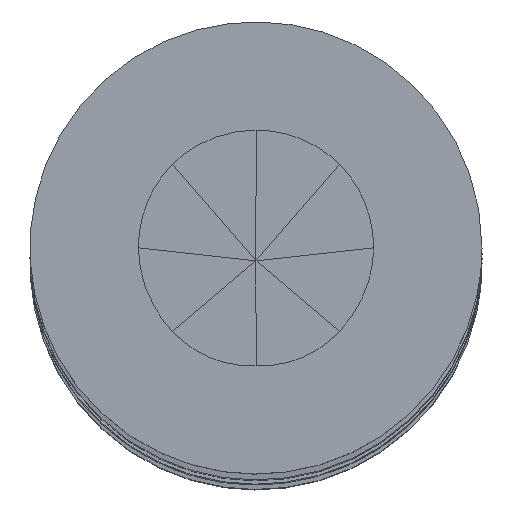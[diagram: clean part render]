
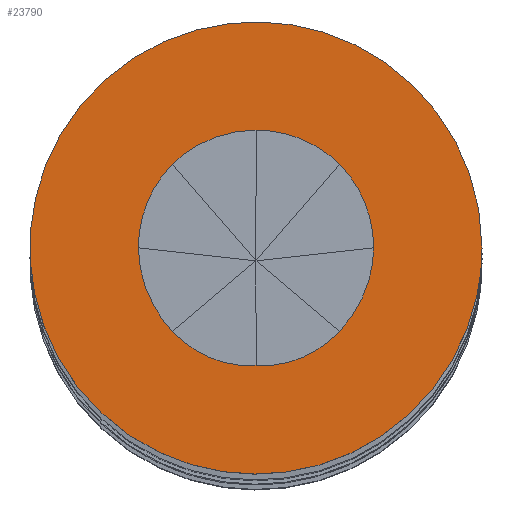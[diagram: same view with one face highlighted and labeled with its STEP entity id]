
A CAD part, top view. The second image highlights one B-rep face of the part: STEP entity #23790.
In plain terms, the highlighted planar face has unit normal (0, 0, 1).
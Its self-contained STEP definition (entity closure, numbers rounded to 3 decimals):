
#23330 = CARTESIAN_POINT ('', (2.503, 0., 137.063));
#23340 = VERTEX_POINT ('', #23330);
#23350 = CARTESIAN_POINT ('', (2.503, 0., 137.063));
#23360 = CARTESIAN_POINT ('', (2.503, 2.503, 137.063));
#23370 = CARTESIAN_POINT ('', (0., 2.503, 137.063));
#23380 = CARTESIAN_POINT ('', (-2.503, 2.503, 137.063));
#23390 = CARTESIAN_POINT ('', (-2.503, 0., 137.063));
#23400 = CARTESIAN_POINT ('', (-2.503, -2.503, 137.063));
#23410 = CARTESIAN_POINT ('', (0., -2.503, 137.063));
#23420 = CARTESIAN_POINT ('', (2.503, -2.503, 137.063));
#23430 = CARTESIAN_POINT ('', (2.503, 0., 137.063));
#23440 = (
   BOUNDED_CURVE ()
   B_SPLINE_CURVE (2, (#23350, #23360, #23370, #23380, #23390, #23400, #23410, #23420, #23430), .UNSPECIFIED., .T., .U.)
   B_SPLINE_CURVE_WITH_KNOTS ((3, 2, 2, 2, 3), (0., 1.571, 3.142, 4.712, 6.283), .UNSPECIFIED.)
   CURVE ()
   GEOMETRIC_REPRESENTATION_ITEM ()
   RATIONAL_B_SPLINE_CURVE ((1., 0.707, 1., 0.707, 1., 0.707, 1., 0.707, 1.))
   REPRESENTATION_ITEM ('')
);
#23450 = EDGE_CURVE ('', #23340, #23340, #23440, .T.);
#23550 = CARTESIAN_POINT ('', (5., 0., 137.063));
#23560 = VERTEX_POINT ('', #23550);
#23570 = CARTESIAN_POINT ('', (5., 0., 137.063));
#23580 = CARTESIAN_POINT ('', (5., 5., 137.063));
#23590 = CARTESIAN_POINT ('', (0., 5., 137.063));
#23600 = CARTESIAN_POINT ('', (-5., 5., 137.063));
#23610 = CARTESIAN_POINT ('', (-5., 0., 137.063));
#23620 = CARTESIAN_POINT ('', (-5., -5., 137.063));
#23630 = CARTESIAN_POINT ('', (0., -5., 137.063));
#23640 = CARTESIAN_POINT ('', (5., -5., 137.063));
#23650 = CARTESIAN_POINT ('', (5., 0., 137.063));
#23660 = (
   BOUNDED_CURVE ()
   B_SPLINE_CURVE (2, (#23570, #23580, #23590, #23600, #23610, #23620, #23630, #23640, #23650), .UNSPECIFIED., .T., .U.)
   B_SPLINE_CURVE_WITH_KNOTS ((3, 2, 2, 2, 3), (0., 1.571, 3.142, 4.712, 6.283), .UNSPECIFIED.)
   CURVE ()
   GEOMETRIC_REPRESENTATION_ITEM ()
   RATIONAL_B_SPLINE_CURVE ((1., 0.707, 1., 0.707, 1., 0.707, 1., 0.707, 1.))
   REPRESENTATION_ITEM ('')
);
#23670 = EDGE_CURVE ('', #23560, #23560, #23660, .T.);
#23680 = ORIENTED_EDGE ('', *, *, #23670, .T.);
#23690 = EDGE_LOOP ('', (#23680));
#23700 = FACE_OUTER_BOUND ('', #23690, .T.);
#23710 = ORIENTED_EDGE ('', *, *, #23450, .F.);
#23720 = EDGE_LOOP ('', (#23710));
#23730 = FACE_BOUND ('', #23720, .T.);
#23740 = CARTESIAN_POINT ('', (0., 0., 137.063));
#23750 = DIRECTION ('', (0., 0., 1.));
#23760 = DIRECTION ('', (1., 0., 0.));
#23770 = AXIS2_PLACEMENT_3D ('', #23740, #23750, #23760);
#23780 = PLANE ('', #23770);
#23790 = ADVANCED_FACE ('', (#23700, #23730), #23780, .T.);
